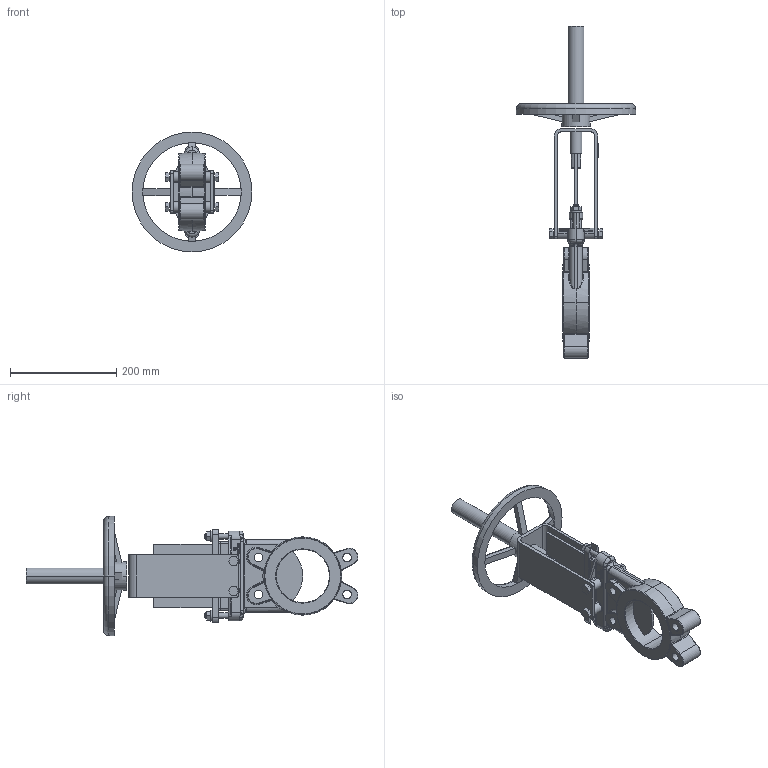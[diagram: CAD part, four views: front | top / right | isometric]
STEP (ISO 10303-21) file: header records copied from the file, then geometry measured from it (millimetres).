
FILE_DESCRIPTION (( 'STEP AP214' ), '1' );
FILE_NAME ('EX DN100_CAST IRON_HANDWHEEL_RS.STEP', '2011-11-25T07:35:51', ( 'user' ), ( '' ), 'SwSTEP 2.0', 'SolidWorks 2010', '' );
FILE_SCHEMA (( 'AUTOMOTIVE_DESIGN' ));
Length unit declared in the file: millimetre
Products named in the file (1): EX DN100_CAST IRON_HANDWHEEL_RS
Bounding box: 225 x 623.77 x 225 mm (x, y, z)
Surface area: 326422.8 mm2 (no closed solid volume)
Topology: 0 solids, 16 shells, 521 faces, 1860 edges, 1322 vertices
Faces by surface type: plane 203, cylinder 153, bspline 79, torus 60, cone 16, sphere 10
Entity records: 35395 total; most frequent: CARTESIAN_POINT 14651, ORIENTED_EDGE 2957, DIRECTION 2889, EDGE_CURVE 1840, VERTEX_POINT 1322, VECTOR 1053, LINE 1053, AXIS2_PLACEMENT_3D 918
